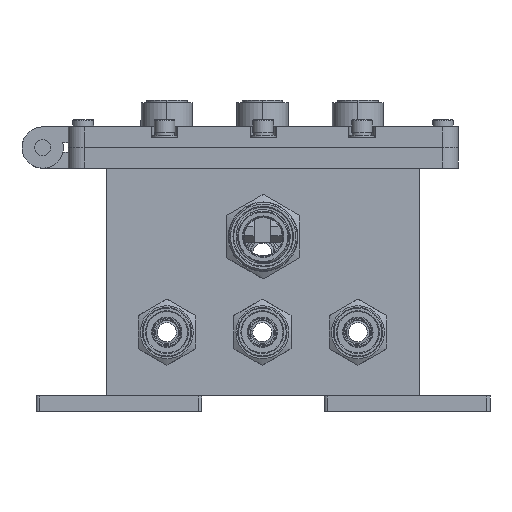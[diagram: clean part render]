
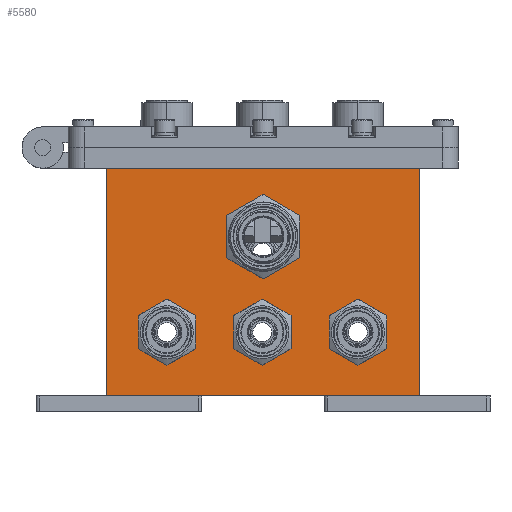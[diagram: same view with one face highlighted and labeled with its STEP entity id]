
A CAD part, left-side view. The second image highlights one B-rep face of the part: STEP entity #5580.
In plain terms, the highlighted planar face has unit normal (-1, 0, 0).
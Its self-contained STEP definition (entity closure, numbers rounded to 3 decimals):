
#5580=ADVANCED_FACE('',(#5717,#5719,#5721,#5723,#5725),#5727,.F.);
#5717=FACE_BOUND('',#5718,.T.);
#5718=EDGE_LOOP('',(#5851));
#5719=FACE_BOUND('',#5720,.T.);
#5720=EDGE_LOOP('',(#5852));
#5721=FACE_BOUND('',#5722,.T.);
#5722=EDGE_LOOP('',(#5853));
#5723=FACE_BOUND('',#5724,.T.);
#5724=EDGE_LOOP('',(#5854));
#5725=FACE_OUTER_BOUND('',#5726,.T.);
#5726=EDGE_LOOP('',(#5855,#5856,#5857,#5858));
#5727=PLANE('',#5728);
#5728=AXIS2_PLACEMENT_3D('',#5729,#5730,#5731);
#5729=CARTESIAN_POINT('',(-118.5,-98.5,-33.367));
#5730=DIRECTION('',(1.,0.,0.));
#5731=DIRECTION('',(0.,1.,0.));
#5851=ORIENTED_EDGE('',*,*,#5925,.T.);
#5852=ORIENTED_EDGE('',*,*,#5926,.T.);
#5853=ORIENTED_EDGE('',*,*,#5927,.T.);
#5854=ORIENTED_EDGE('',*,*,#5928,.T.);
#5855=ORIENTED_EDGE('',*,*,#5914,.F.);
#5856=ORIENTED_EDGE('',*,*,#5912,.T.);
#5857=ORIENTED_EDGE('',*,*,#5909,.T.);
#5858=ORIENTED_EDGE('',*,*,#5919,.F.);
#5909=EDGE_CURVE('',#5983,#5984,#5985,.T.);
#5912=EDGE_CURVE('',#5988,#5983,#5989,.F.);
#5914=EDGE_CURVE('',#5988,#5991,#5992,.T.);
#5919=EDGE_CURVE('',#5991,#5984,#5999,.F.);
#5925=EDGE_CURVE('',#6007,#6007,#6008,.F.);
#5926=EDGE_CURVE('',#6009,#6009,#6010,.F.);
#5927=EDGE_CURVE('',#6011,#6011,#6012,.F.);
#5928=EDGE_CURVE('',#6013,#6013,#6014,.F.);
#5983=VERTEX_POINT('',#6137);
#5984=VERTEX_POINT('',#6138);
#5985=LINE('',#6139,#6140);
#5988=VERTEX_POINT('',#6148);
#5989=LINE('',#6149,#6150);
#5991=VERTEX_POINT('',#6155);
#5992=LINE('',#6156,#6157);
#5999=LINE('',#6173,#6174);
#6007=VERTEX_POINT('',#6193);
#6008=CIRCLE('',#6194,12.25);
#6009=VERTEX_POINT('',#6198);
#6010=CIRCLE('',#6199,12.25);
#6011=VERTEX_POINT('',#6203);
#6012=CIRCLE('',#6204,12.25);
#6013=VERTEX_POINT('',#6208);
#6014=CIRCLE('',#6209,15.15);
#6137=CARTESIAN_POINT('',(-118.5,-98.5,-33.367));
#6138=CARTESIAN_POINT('',(-118.5,-98.5,109.633));
#6139=CARTESIAN_POINT('',(-118.5,-98.5,-33.367));
#6140=VECTOR('',#6141,1.);
#6141=DIRECTION('',(0.,0.,1.));
#6148=CARTESIAN_POINT('',(-118.5,98.5,-33.367));
#6149=CARTESIAN_POINT('',(-118.5,-98.5,-33.367));
#6150=VECTOR('',#6151,1.);
#6151=DIRECTION('',(0.,1.,0.));
#6155=CARTESIAN_POINT('',(-118.5,98.5,109.633));
#6156=CARTESIAN_POINT('',(-118.5,98.5,-33.367));
#6157=VECTOR('',#6158,1.);
#6158=DIRECTION('',(0.,0.,1.));
#6173=CARTESIAN_POINT('',(-118.5,-98.5,109.633));
#6174=VECTOR('',#6175,1.);
#6175=DIRECTION('',(0.,1.,0.));
#6193=CARTESIAN_POINT('',(-118.5,-59.5,-5.617));
#6194=AXIS2_PLACEMENT_3D('',#6195,#6196,#6197);
#6195=CARTESIAN_POINT('',(-118.5,-59.5,6.633));
#6196=DIRECTION('',(-1.,-0.,-0.));
#6197=DIRECTION('',(0.,0.,-1.));
#6198=CARTESIAN_POINT('',(-118.5,60.5,-5.617));
#6199=AXIS2_PLACEMENT_3D('',#6200,#6201,#6202);
#6200=CARTESIAN_POINT('',(-118.5,60.5,6.633));
#6201=DIRECTION('',(-1.,-0.,-0.));
#6202=DIRECTION('',(0.,0.,-1.));
#6203=CARTESIAN_POINT('',(-118.5,0.,-5.617));
#6204=AXIS2_PLACEMENT_3D('',#6205,#6206,#6207);
#6205=CARTESIAN_POINT('',(-118.5,0.,6.633));
#6206=DIRECTION('',(-1.,-0.,-0.));
#6207=DIRECTION('',(0.,0.,-1.));
#6208=CARTESIAN_POINT('',(-118.5,0.,51.483));
#6209=AXIS2_PLACEMENT_3D('',#6210,#6211,#6212);
#6210=CARTESIAN_POINT('',(-118.5,0.,66.633));
#6211=DIRECTION('',(-1.,-0.,-0.));
#6212=DIRECTION('',(0.,0.,-1.));
